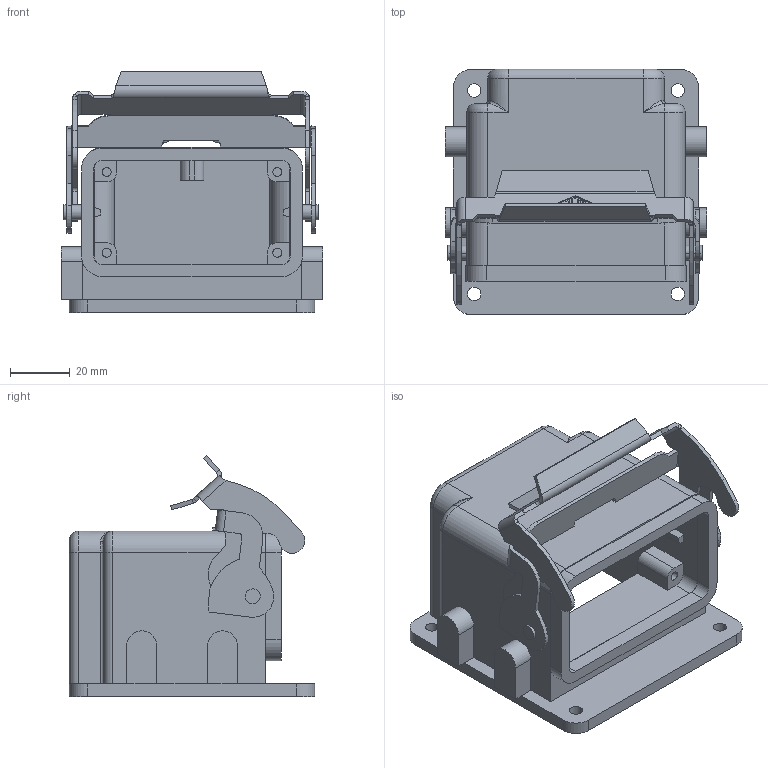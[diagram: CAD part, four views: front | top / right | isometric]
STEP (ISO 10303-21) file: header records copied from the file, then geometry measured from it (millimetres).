
FILE_DESCRIPTION(('Creo Elements/Direct Modeling STEP Export'),'2;1');
FILE_NAME('0ln7uvk43n6tdvm2976','2016-07-14T13:53:47',(''),(''),'PTC Creo Elements/Direct Modeling STEP processor for AP214 (Solid Model)','PTC Creo Elements/Direct Modeling 19.0B 21-Mar-2015 (C) Parametric Technology GmbH','');
FILE_SCHEMA(('AUTOMOTIVE_DESIGN { 1 0 10303 214 1 1 1 1 }'));
Length unit declared in the file: millimetre
Products named in the file (2): CVI_10_LA
Assembly tree (1 placements, depth 2):
  CVI_10_LA
    CVI_10_LA
Bounding box: 87.5 x 82 x 80.61 mm (x, y, z)
Volume: 91046.6 mm3; surface area: 54803.3 mm2
Topology: 1 solids, 1 shells, 385 faces, 1057 edges, 691 vertices
Faces by surface type: plane 228, cylinder 137, bspline 16, torus 4
Entity records: 14245 total; most frequent: CARTESIAN_POINT 4435, ORIENTED_EDGE 2110, DIRECTION 1936, EDGE_CURVE 1055, VECTOR 740, LINE 740, VERTEX_POINT 691, AXIS2_PLACEMENT_3D 598
